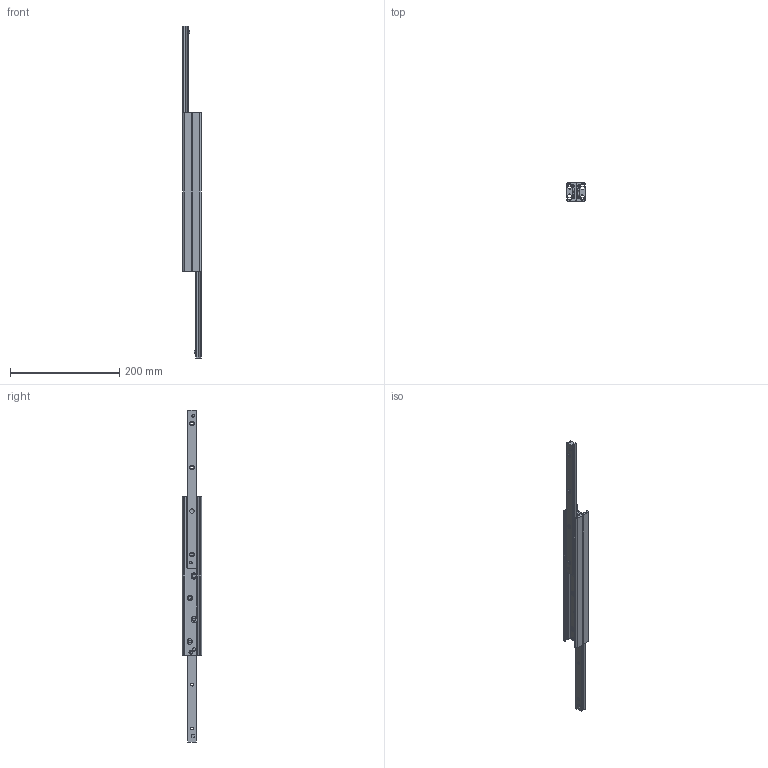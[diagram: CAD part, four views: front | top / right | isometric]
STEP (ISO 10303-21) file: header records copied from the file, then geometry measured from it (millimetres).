
FILE_DESCRIPTION((''),'2;1');
FILE_NAME('LCAH 35-0290.GG.stp','2011-04-04T10:32:33',('MKoza'),(''),'Autodesk Inventor 2009','Autodesk Inventor 2009','');
FILE_SCHEMA(('AUTOMOTIVE_DESIGN { 1 0 10303 214 1 1 1 1 }'));
Length unit declared in the file: millimetre
Products named in the file (8): LCAH 35.GG; LCH 35; LLMG 35; KF.LCA 35; AS.L 35 M5x3,2; VKB.L 35 5x10; AS.L 35 5x3,2; DIN 7337 - A5 x 8 x 4,5
Assembly tree (20 placements, depth 2):
  LCAH 35.GG
    LCH 35  x2
    LLMG 35  x2
    KF.LCA 35  x2
    AS.L 35 M5x3,2  x2
    VKB.L 35 5x10  x4
    AS.L 35 5x3,2  x4
    DIN 7337 - A5 x 8 x 4,5  x4
Bounding box: 34 x 35 x 608 mm (x, y, z)
Volume: 212105.5 mm3; surface area: 133674 mm2
Topology: 20 solids, 20 shells, 362 faces, 888 edges, 588 vertices
Faces by surface type: plane 182, cylinder 92, bspline 74, cone 10, torus 4
Full cylindrical faces by diameter (mm): 5 x14, 6 x6, 9.5 x4
Entity records: 5573 total; most frequent: CARTESIAN_POINT 1610, DIRECTION 779, ORIENTED_EDGE 702, EDGE_CURVE 351, AXIS2_PLACEMENT_3D 293, VERTEX_POINT 256, EDGE_LOOP 241, VECTOR 193
